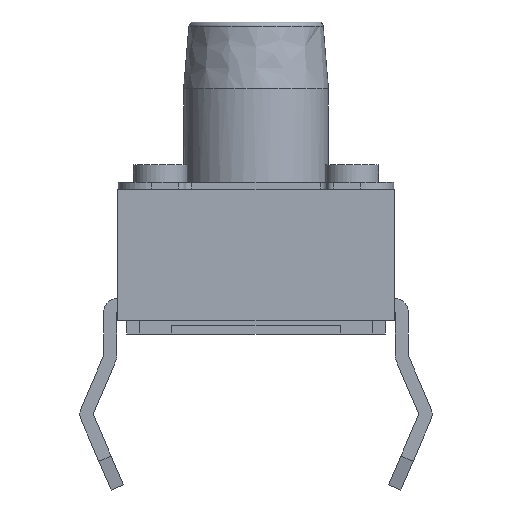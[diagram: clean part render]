
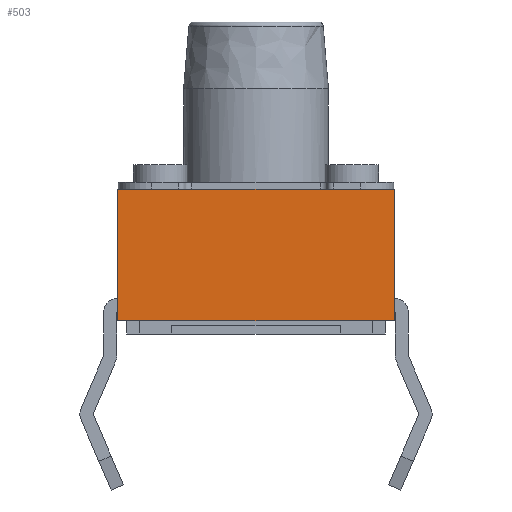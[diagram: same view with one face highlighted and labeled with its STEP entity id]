
A CAD part, front view. The second image highlights one B-rep face of the part: STEP entity #503.
In plain terms, the highlighted planar face has unit normal (0, -1, 0).
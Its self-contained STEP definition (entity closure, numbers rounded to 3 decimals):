
#503 = ADVANCED_FACE( '', ( #1032 ), #1033, .F. );
#1032 = FACE_OUTER_BOUND( '', #2222, .T. );
#1033 = PLANE( '', #2223 );
#2222 = EDGE_LOOP( '', ( #3690, #3691, #3692, #3693 ) );
#2223 = AXIS2_PLACEMENT_3D( '', #3694, #3695, #3696 );
#3690 = ORIENTED_EDGE( '', *, *, #4179, .F. );
#3691 = ORIENTED_EDGE( '', *, *, #4488, .F. );
#3692 = ORIENTED_EDGE( '', *, *, #4489, .F. );
#3693 = ORIENTED_EDGE( '', *, *, #4240, .T. );
#3694 = CARTESIAN_POINT( '', ( -3.1, -3.1, 3.25 ) );
#3695 = DIRECTION( '', ( 0., 1., 0. ) );
#3696 = DIRECTION( '', ( 0., 0., 1. ) );
#4179 = EDGE_CURVE( '', #5025, #5027, #5028, .T. );
#4240 = EDGE_CURVE( '', #5116, #5027, #5117, .T. );
#4488 = EDGE_CURVE( '', #5432, #5025, #5433, .T. );
#4489 = EDGE_CURVE( '', #5116, #5432, #5434, .T. );
#5025 = VERTEX_POINT( '', #6158 );
#5027 = VERTEX_POINT( '', #6161 );
#5028 = LINE( '', #6162, #6163 );
#5116 = VERTEX_POINT( '', #6324 );
#5117 = LINE( '', #6325, #6326 );
#5432 = VERTEX_POINT( '', #7097 );
#5433 = LINE( '', #7098, #7099 );
#5434 = LINE( '', #7100, #7101 );
#6158 = CARTESIAN_POINT( '', ( 3.1, -3.1, 0.3 ) );
#6161 = CARTESIAN_POINT( '', ( -3.1, -3.1, 0.3 ) );
#6162 = CARTESIAN_POINT( '', ( 3.1, -3.1, 0.3 ) );
#6163 = VECTOR( '', #7501, 1000. );
#6324 = CARTESIAN_POINT( '', ( -3.1, -3.1, 3.25 ) );
#6325 = CARTESIAN_POINT( '', ( -3.1, -3.1, 3.25 ) );
#6326 = VECTOR( '', #7554, 1000. );
#7097 = CARTESIAN_POINT( '', ( 3.1, -3.1, 3.25 ) );
#7098 = CARTESIAN_POINT( '', ( 3.1, -3.1, 3.25 ) );
#7099 = VECTOR( '', #7779, 1000. );
#7100 = CARTESIAN_POINT( '', ( -3.1, -3.1, 3.25 ) );
#7101 = VECTOR( '', #7780, 1000. );
#7501 = DIRECTION( '', ( -1., 0., 0. ) );
#7554 = DIRECTION( '', ( 0., 0., -1. ) );
#7779 = DIRECTION( '', ( 0., 0., -1. ) );
#7780 = DIRECTION( '', ( 1., 0., 0. ) );
